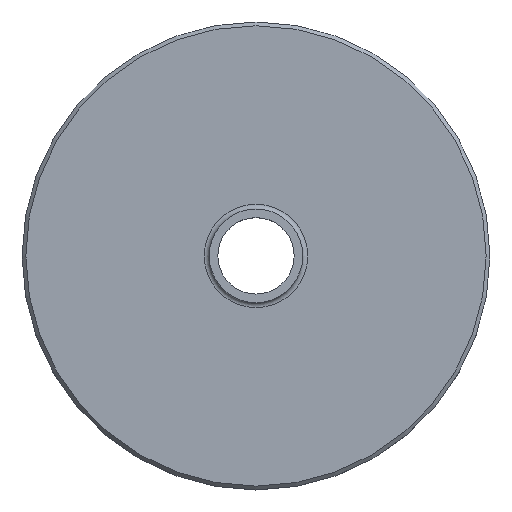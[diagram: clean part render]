
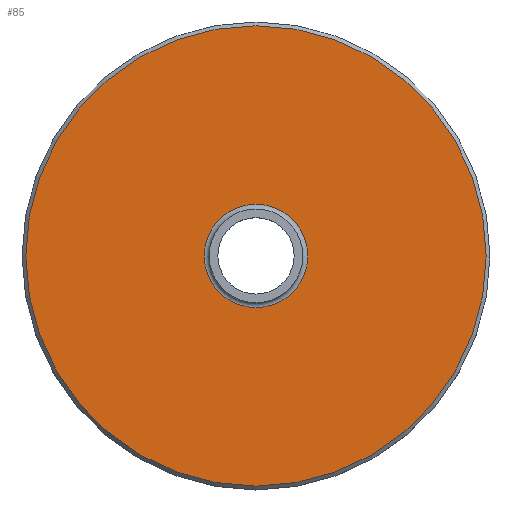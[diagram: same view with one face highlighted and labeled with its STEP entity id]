
A CAD part, top view. The second image highlights one B-rep face of the part: STEP entity #85.
In plain terms, the highlighted planar face has unit normal (0, 0, 1).
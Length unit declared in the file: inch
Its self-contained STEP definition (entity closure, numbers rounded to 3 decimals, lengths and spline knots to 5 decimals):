
#18 = AXIS2_PLACEMENT_3D ( 'NONE', #247, #73, #195 ) ;
#27 = VERTEX_POINT ( 'NONE', #229 ) ;
#31 = EDGE_LOOP ( 'NONE', ( #301 ) ) ;
#38 = CARTESIAN_POINT ( 'NONE',  ( 0., 1.24, -1.25 ) ) ;
#41 = EDGE_CURVE ( 'NONE', #150, #150, #109, .T. ) ;
#44 = DIRECTION ( 'NONE',  ( 0., 0., -1. ) ) ;
#46 = DIRECTION ( 'NONE',  ( -1., 0., 0. ) ) ;
#73 = DIRECTION ( 'NONE',  ( 0., 0., 1. ) ) ;
#85 = ADVANCED_FACE ( 'NONE', ( #184, #106 ), #151, .F. ) ;
#106 = FACE_OUTER_BOUND ( 'NONE', #31, .T. ) ;
#109 = CIRCLE ( 'NONE', #303, 1.37 ) ;
#125 = CIRCLE ( 'NONE', #18, 6.1 ) ;
#135 = EDGE_LOOP ( 'NONE', ( #274 ) ) ;
#138 = EDGE_CURVE ( 'NONE', #27, #27, #125, .T. ) ;
#150 = VERTEX_POINT ( 'NONE', #230 ) ;
#151 = PLANE ( 'NONE',  #255 ) ;
#167 = DIRECTION ( 'NONE',  ( 0., 0., -1. ) ) ;
#184 = FACE_BOUND ( 'NONE', #135, .T. ) ;
#195 = DIRECTION ( 'NONE',  ( -1., 0., 0. ) ) ;
#229 = CARTESIAN_POINT ( 'NONE',  ( -6.1, 0., -1.25 ) ) ;
#230 = CARTESIAN_POINT ( 'NONE',  ( -1.37, 0., -1.25 ) ) ;
#247 = CARTESIAN_POINT ( 'NONE',  ( 0., 0., -1.25 ) ) ;
#248 = DIRECTION ( 'NONE',  ( -1., 0., 0. ) ) ;
#255 = AXIS2_PLACEMENT_3D ( 'NONE', #38, #167, #46 ) ;
#262 = CARTESIAN_POINT ( 'NONE',  ( 0., 0., -1.25 ) ) ;
#274 = ORIENTED_EDGE ( 'NONE', *, *, #41, .T. ) ;
#301 = ORIENTED_EDGE ( 'NONE', *, *, #138, .T. ) ;
#303 = AXIS2_PLACEMENT_3D ( 'NONE', #262, #44, #248 ) ;
